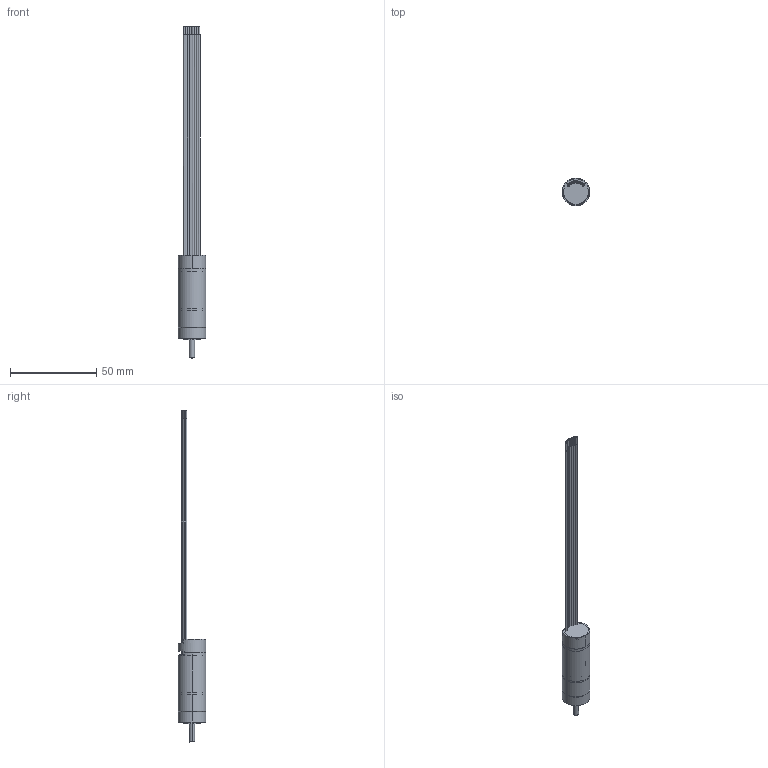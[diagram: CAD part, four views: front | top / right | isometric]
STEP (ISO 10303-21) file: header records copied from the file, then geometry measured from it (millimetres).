
FILE_DESCRIPTION (( 'STEP AP203' ), '1' );
FILE_NAME ('ECU16024+M16+PG16M-0004.STEP', '2021-12-03T05:01:48', ( '88' ), ( '' ), 'SwSTEP 2.0', 'SolidWorks 2014', '' );
FILE_SCHEMA (( 'CONFIG_CONTROL_DESIGN' ));
Length unit declared in the file: millimetre
Products named in the file (1): ECU16024+M16+PG16M-0004
Bounding box: 16 x 16 x 192.6 mm (x, y, z)
Surface area: 12640.1 mm2 (no closed solid volume)
Topology: 0 solids, 32 shells, 731 faces, 1986 edges, 1324 vertices
Faces by surface type: cylinder 253, bspline 232, plane 128, cone 118
Entity records: 32781 total; most frequent: CARTESIAN_POINT 15685, ORIENTED_EDGE 3805, DIRECTION 3080, EDGE_CURVE 1973, VERTEX_POINT 1324, AXIS2_PLACEMENT_3D 1257, EDGE_LOOP 812, CIRCLE 757
